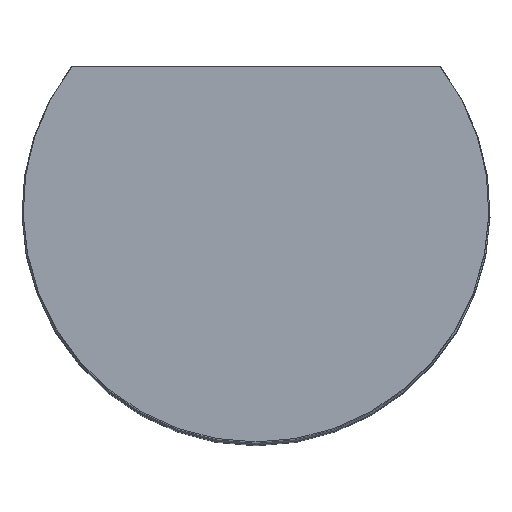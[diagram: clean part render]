
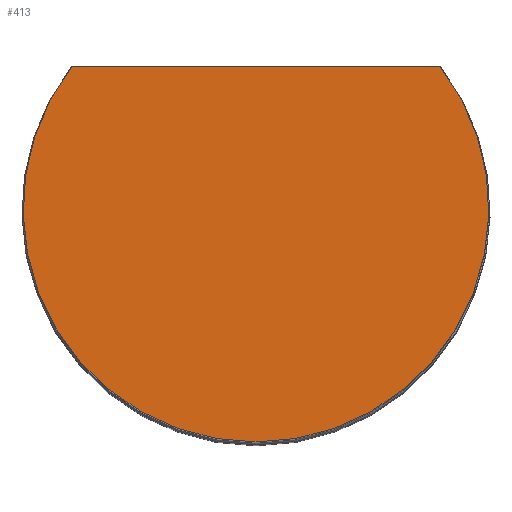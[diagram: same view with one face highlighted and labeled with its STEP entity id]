
A CAD part, top view. The second image highlights one B-rep face of the part: STEP entity #413.
In plain terms, the highlighted planar face has unit normal (0, 0, 1).
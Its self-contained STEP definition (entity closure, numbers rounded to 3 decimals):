
#369 = VERTEX_POINT('',#370);
#370 = CARTESIAN_POINT('',(-3.064,2.38,13.75));
#376 = EDGE_CURVE('',#369,#377,#379,.T.);
#377 = VERTEX_POINT('',#378);
#378 = CARTESIAN_POINT('',(3.064,2.38,13.75));
#379 = CIRCLE('',#380,3.88);
#380 = AXIS2_PLACEMENT_3D('',#381,#382,#383);
#381 = CARTESIAN_POINT('',(0.,0.,13.75));
#382 = DIRECTION('',(0.,0.,1.));
#383 = DIRECTION('',(1.,0.,0.));
#401 = EDGE_CURVE('',#369,#377,#402,.T.);
#402 = LINE('',#403,#404);
#403 = CARTESIAN_POINT('',(-3.064,2.38,13.75));
#404 = VECTOR('',#405,1.);
#405 = DIRECTION('',(1.,0.,0.));
#413 = ADVANCED_FACE('',(#414),#418,.T.);
#414 = FACE_BOUND('',#415,.T.);
#415 = EDGE_LOOP('',(#416,#417));
#416 = ORIENTED_EDGE('',*,*,#376,.T.);
#417 = ORIENTED_EDGE('',*,*,#401,.F.);
#418 = PLANE('',#419);
#419 = AXIS2_PLACEMENT_3D('',#420,#421,#422);
#420 = CARTESIAN_POINT('',(0.,-0.133,13.75));
#421 = DIRECTION('',(0.,0.,1.));
#422 = DIRECTION('',(0.,1.,0.));
